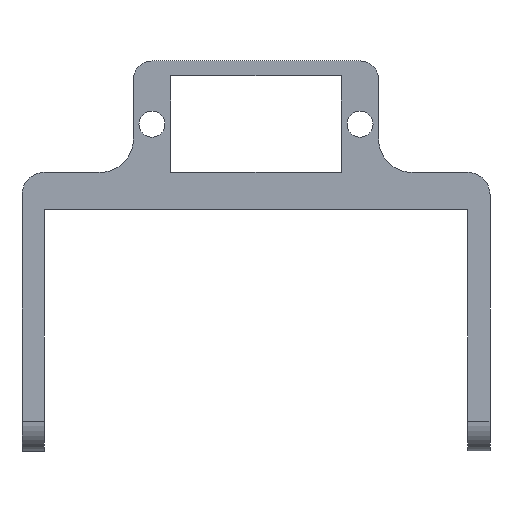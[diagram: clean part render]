
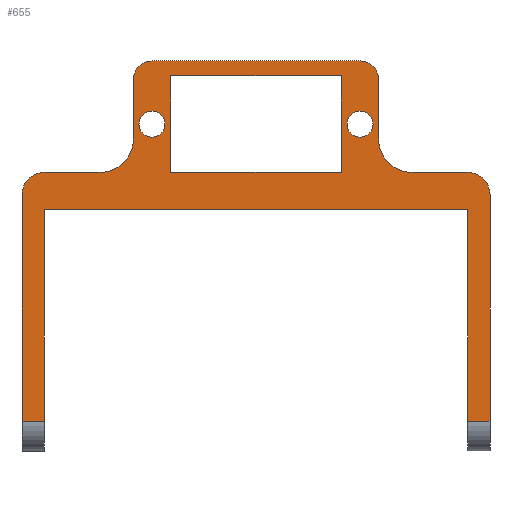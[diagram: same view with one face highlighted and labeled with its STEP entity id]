
A CAD part, front view. The second image highlights one B-rep face of the part: STEP entity #655.
In plain terms, the highlighted planar face has unit normal (0, -1, 0).
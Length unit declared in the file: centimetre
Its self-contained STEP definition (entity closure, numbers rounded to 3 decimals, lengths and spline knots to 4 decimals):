
#19=FACE_BOUND('',#84,.T.);
#20=FACE_BOUND('',#85,.T.);
#21=FACE_BOUND('',#86,.T.);
#30=PLANE('',#706);
#49=FACE_OUTER_BOUND('',#83,.T.);
#83=EDGE_LOOP('',(#453,#454,#455,#456,#457,#458,#459,#460,#461,#462,#463,
#464,#465,#466,#467,#468,#469,#470));
#84=EDGE_LOOP('',(#471,#472,#473,#474));
#85=EDGE_LOOP('',(#475));
#86=EDGE_LOOP('',(#476));
#127=LINE('',#984,#191);
#130=LINE('',#990,#194);
#131=LINE('',#994,#195);
#132=LINE('',#998,#196);
#133=LINE('',#1000,#197);
#134=LINE('',#1002,#198);
#135=LINE('',#1004,#199);
#136=LINE('',#1006,#200);
#137=LINE('',#1008,#201);
#138=LINE('',#1010,#202);
#139=LINE('',#1014,#203);
#140=LINE('',#1018,#204);
#141=LINE('',#1022,#205);
#142=LINE('',#1024,#206);
#143=LINE('',#1026,#207);
#144=LINE('',#1027,#208);
#191=VECTOR('',#783,1.);
#194=VECTOR('',#788,1.);
#195=VECTOR('',#791,1.);
#196=VECTOR('',#794,1.);
#197=VECTOR('',#795,1.);
#198=VECTOR('',#796,1.);
#199=VECTOR('',#797,1.);
#200=VECTOR('',#798,1.);
#201=VECTOR('',#799,1.);
#202=VECTOR('',#800,1.);
#203=VECTOR('',#803,1.);
#204=VECTOR('',#806,1.);
#205=VECTOR('',#809,1.);
#206=VECTOR('',#810,1.);
#207=VECTOR('',#811,1.);
#208=VECTOR('',#812,1.);
#254=CIRCLE('',#704,0.25);
#255=CIRCLE('',#707,0.45);
#256=CIRCLE('',#708,0.3);
#257=CIRCLE('',#709,0.3);
#258=CIRCLE('',#710,0.45);
#259=CIRCLE('',#711,0.25);
#260=CIRCLE('',#712,0.175);
#261=CIRCLE('',#713,0.175);
#287=VERTEX_POINT('',#977);
#288=VERTEX_POINT('',#979);
#289=VERTEX_POINT('',#983);
#291=VERTEX_POINT('',#989);
#292=VERTEX_POINT('',#991);
#293=VERTEX_POINT('',#993);
#294=VERTEX_POINT('',#995);
#295=VERTEX_POINT('',#997);
#296=VERTEX_POINT('',#999);
#297=VERTEX_POINT('',#1001);
#298=VERTEX_POINT('',#1003);
#299=VERTEX_POINT('',#1005);
#300=VERTEX_POINT('',#1007);
#301=VERTEX_POINT('',#1009);
#302=VERTEX_POINT('',#1011);
#303=VERTEX_POINT('',#1013);
#304=VERTEX_POINT('',#1015);
#305=VERTEX_POINT('',#1017);
#306=VERTEX_POINT('',#1020);
#307=VERTEX_POINT('',#1021);
#308=VERTEX_POINT('',#1023);
#309=VERTEX_POINT('',#1025);
#310=VERTEX_POINT('',#1028);
#311=VERTEX_POINT('',#1030);
#351=EDGE_CURVE('',#287,#288,#254,.T.);
#353=EDGE_CURVE('',#288,#289,#127,.F.);
#356=EDGE_CURVE('',#291,#287,#130,.T.);
#357=EDGE_CURVE('',#292,#291,#255,.T.);
#358=EDGE_CURVE('',#292,#293,#131,.T.);
#359=EDGE_CURVE('',#294,#293,#256,.T.);
#360=EDGE_CURVE('',#295,#294,#132,.T.);
#361=EDGE_CURVE('',#295,#296,#133,.T.);
#362=EDGE_CURVE('',#297,#296,#134,.T.);
#363=EDGE_CURVE('',#297,#298,#135,.T.);
#364=EDGE_CURVE('',#299,#298,#136,.T.);
#365=EDGE_CURVE('',#300,#299,#137,.T.);
#366=EDGE_CURVE('',#301,#300,#138,.T.);
#367=EDGE_CURVE('',#302,#301,#257,.T.);
#368=EDGE_CURVE('',#303,#302,#139,.T.);
#369=EDGE_CURVE('',#304,#303,#258,.T.);
#370=EDGE_CURVE('',#305,#304,#140,.T.);
#371=EDGE_CURVE('',#289,#305,#259,.T.);
#372=EDGE_CURVE('',#306,#307,#141,.T.);
#373=EDGE_CURVE('',#308,#306,#142,.T.);
#374=EDGE_CURVE('',#309,#308,#143,.T.);
#375=EDGE_CURVE('',#307,#309,#144,.T.);
#376=EDGE_CURVE('',#310,#310,#260,.T.);
#377=EDGE_CURVE('',#311,#311,#261,.T.);
#453=ORIENTED_EDGE('',*,*,#351,.F.);
#454=ORIENTED_EDGE('',*,*,#356,.F.);
#455=ORIENTED_EDGE('',*,*,#357,.F.);
#456=ORIENTED_EDGE('',*,*,#358,.T.);
#457=ORIENTED_EDGE('',*,*,#359,.F.);
#458=ORIENTED_EDGE('',*,*,#360,.F.);
#459=ORIENTED_EDGE('',*,*,#361,.T.);
#460=ORIENTED_EDGE('',*,*,#362,.F.);
#461=ORIENTED_EDGE('',*,*,#363,.T.);
#462=ORIENTED_EDGE('',*,*,#364,.F.);
#463=ORIENTED_EDGE('',*,*,#365,.F.);
#464=ORIENTED_EDGE('',*,*,#366,.F.);
#465=ORIENTED_EDGE('',*,*,#367,.F.);
#466=ORIENTED_EDGE('',*,*,#368,.F.);
#467=ORIENTED_EDGE('',*,*,#369,.F.);
#468=ORIENTED_EDGE('',*,*,#370,.F.);
#469=ORIENTED_EDGE('',*,*,#371,.F.);
#470=ORIENTED_EDGE('',*,*,#353,.F.);
#471=ORIENTED_EDGE('',*,*,#372,.F.);
#472=ORIENTED_EDGE('',*,*,#373,.F.);
#473=ORIENTED_EDGE('',*,*,#374,.F.);
#474=ORIENTED_EDGE('',*,*,#375,.F.);
#475=ORIENTED_EDGE('',*,*,#376,.F.);
#476=ORIENTED_EDGE('',*,*,#377,.F.);
#655=ADVANCED_FACE('',(#49,#19,#20,#21),#30,.F.);
#704=AXIS2_PLACEMENT_3D('',#980,#778,#779);
#706=AXIS2_PLACEMENT_3D('',#988,#786,#787);
#707=AXIS2_PLACEMENT_3D('',#992,#789,#790);
#708=AXIS2_PLACEMENT_3D('',#996,#792,#793);
#709=AXIS2_PLACEMENT_3D('',#1012,#801,#802);
#710=AXIS2_PLACEMENT_3D('',#1016,#804,#805);
#711=AXIS2_PLACEMENT_3D('',#1019,#807,#808);
#712=AXIS2_PLACEMENT_3D('',#1029,#813,#814);
#713=AXIS2_PLACEMENT_3D('',#1031,#815,#816);
#778=DIRECTION('center_axis',(0.,1.,0.));
#779=DIRECTION('ref_axis',(-0.707,0.,0.707));
#783=DIRECTION('',(-1.,0.,0.));
#786=DIRECTION('center_axis',(0.,1.,0.));
#787=DIRECTION('ref_axis',(1.,0.,0.));
#788=DIRECTION('',(0.,0.,1.));
#789=DIRECTION('center_axis',(0.,-1.,0.));
#790=DIRECTION('ref_axis',(0.707,0.,-0.707));
#791=DIRECTION('',(-1.,0.,0.));
#792=DIRECTION('center_axis',(0.,1.,0.));
#793=DIRECTION('ref_axis',(-0.707,0.,0.707));
#794=DIRECTION('',(0.,0.,1.));
#795=DIRECTION('',(1.,0.,0.));
#796=DIRECTION('',(0.,0.,-1.));
#797=DIRECTION('',(1.,0.,0.));
#798=DIRECTION('',(0.,0.,1.));
#799=DIRECTION('',(-1.,0.,0.));
#800=DIRECTION('',(0.,0.,-1.));
#801=DIRECTION('center_axis',(0.,1.,0.));
#802=DIRECTION('ref_axis',(0.707,0.,0.707));
#803=DIRECTION('',(1.,0.,0.));
#804=DIRECTION('center_axis',(0.,-1.,0.));
#805=DIRECTION('ref_axis',(-0.707,0.,-0.707));
#806=DIRECTION('',(0.,0.,-1.));
#807=DIRECTION('center_axis',(0.,1.,0.));
#808=DIRECTION('ref_axis',(0.707,0.,0.707));
#809=DIRECTION('',(0.,0.,1.));
#810=DIRECTION('',(1.,0.,0.));
#811=DIRECTION('',(0.,0.,-1.));
#812=DIRECTION('',(-1.,0.,0.));
#813=DIRECTION('center_axis',(0.,-1.,0.));
#814=DIRECTION('ref_axis',(1.,0.,0.));
#815=DIRECTION('center_axis',(0.,-1.,0.));
#816=DIRECTION('ref_axis',(1.,0.,0.));
#977=CARTESIAN_POINT('',(-1.65,0.,0.6));
#979=CARTESIAN_POINT('',(-1.4,0.,0.85));
#980=CARTESIAN_POINT('Origin',(-1.4,0.,0.6));
#983=CARTESIAN_POINT('',(1.4,0.,0.85));
#984=CARTESIAN_POINT('',(-0.825,0.,0.85));
#988=CARTESIAN_POINT('Origin',(0.,0.,0.));
#989=CARTESIAN_POINT('',(-1.65,0.,-0.2));
#990=CARTESIAN_POINT('',(-1.65,0.,-1.15));
#991=CARTESIAN_POINT('',(-2.1,0.,-0.65));
#992=CARTESIAN_POINT('Origin',(-2.1,0.,-0.2));
#993=CARTESIAN_POINT('',(-2.85,0.,-0.65));
#994=CARTESIAN_POINT('',(-1.65,0.,-0.65));
#995=CARTESIAN_POINT('',(-3.15,0.,-0.95));
#996=CARTESIAN_POINT('Origin',(-2.85,0.,-0.95));
#997=CARTESIAN_POINT('',(-3.15,0.,-4.));
#998=CARTESIAN_POINT('',(-3.15,0.,-4.));
#999=CARTESIAN_POINT('',(-2.85,0.,-4.));
#1000=CARTESIAN_POINT('',(-3.15,0.,-4.));
#1001=CARTESIAN_POINT('',(-2.85,0.,-1.15));
#1002=CARTESIAN_POINT('',(-2.85,0.,-4.));
#1003=CARTESIAN_POINT('',(2.85,0.,-1.15));
#1004=CARTESIAN_POINT('',(1.65,0.,-1.15));
#1005=CARTESIAN_POINT('',(2.85,0.,-4.));
#1006=CARTESIAN_POINT('',(2.85,0.,-4.));
#1007=CARTESIAN_POINT('',(3.15,0.,-4.));
#1008=CARTESIAN_POINT('',(3.15,0.,-4.));
#1009=CARTESIAN_POINT('',(3.15,0.,-0.95));
#1010=CARTESIAN_POINT('',(3.15,0.,-0.65));
#1011=CARTESIAN_POINT('',(2.85,0.,-0.65));
#1012=CARTESIAN_POINT('Origin',(2.85,0.,-0.95));
#1013=CARTESIAN_POINT('',(2.1,0.,-0.65));
#1014=CARTESIAN_POINT('',(1.65,0.,-0.65));
#1015=CARTESIAN_POINT('',(1.65,0.,-0.2));
#1016=CARTESIAN_POINT('Origin',(2.1,0.,-0.2));
#1017=CARTESIAN_POINT('',(1.65,0.,0.6));
#1018=CARTESIAN_POINT('',(1.65,0.,1.15));
#1019=CARTESIAN_POINT('Origin',(1.4,0.,0.6));
#1020=CARTESIAN_POINT('',(1.15,0.,-0.65));
#1021=CARTESIAN_POINT('',(1.15,0.,0.65));
#1022=CARTESIAN_POINT('',(1.15,0.,0.65));
#1023=CARTESIAN_POINT('',(-1.15,0.,-0.65));
#1024=CARTESIAN_POINT('',(1.15,0.,-0.65));
#1025=CARTESIAN_POINT('',(-1.15,0.,0.65));
#1026=CARTESIAN_POINT('',(-1.15,0.,-0.65));
#1027=CARTESIAN_POINT('',(-1.15,0.,0.65));
#1028=CARTESIAN_POINT('',(-1.575,0.,0.));
#1029=CARTESIAN_POINT('Origin',(-1.4,0.,0.));
#1030=CARTESIAN_POINT('',(1.225,0.,0.));
#1031=CARTESIAN_POINT('Origin',(1.4,0.,0.));
